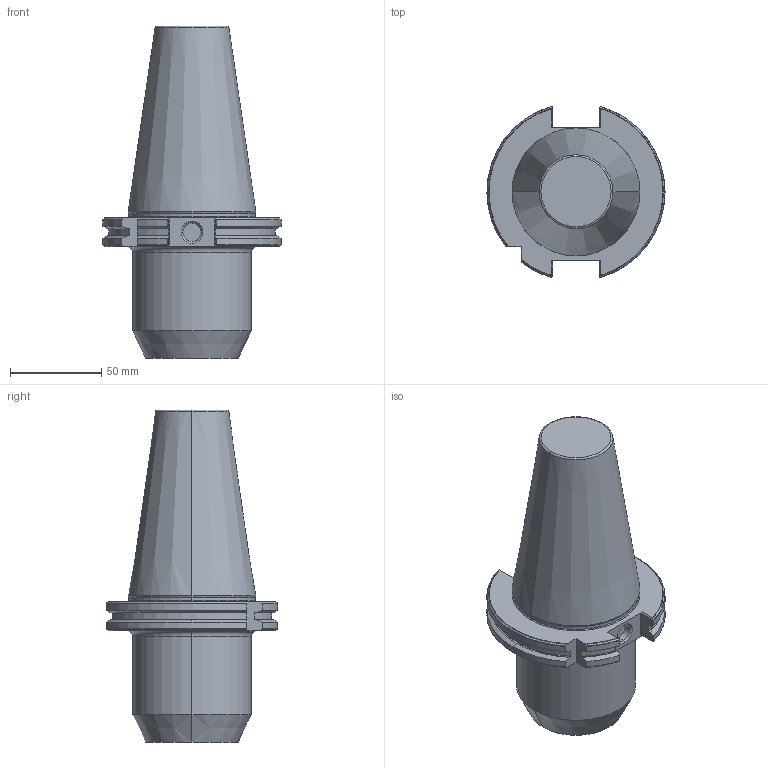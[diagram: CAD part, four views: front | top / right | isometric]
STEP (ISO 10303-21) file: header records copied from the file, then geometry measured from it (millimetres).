
FILE_DESCRIPTION (( 'STEP AP203' ), '1' );
FILE_NAME ('SK50 wn.STEP', '2018-06-05T09:03:08', ( '' ), ( '' ), 'SwSTEP 2.0', 'SolidWorks 2014', '' );
FILE_SCHEMA (( 'CONFIG_CONTROL_DESIGN' ));
Length unit declared in the file: millimetre
Products named in the file (1): SK50 wn
Bounding box: 97.5 x 93.75 x 181.75 mm (x, y, z)
Volume: 556567.1 mm3; surface area: 46697.2 mm2
Topology: 1 solids, 1 shells, 103 faces, 277 edges, 178 vertices
Faces by surface type: plane 35, cone 24, torus 22, cylinder 22
Entity records: 3408 total; most frequent: CARTESIAN_POINT 815, ORIENTED_EDGE 554, DIRECTION 509, EDGE_CURVE 277, AXIS2_PLACEMENT_3D 200, VERTEX_POINT 178, VECTOR 109, LINE 109
